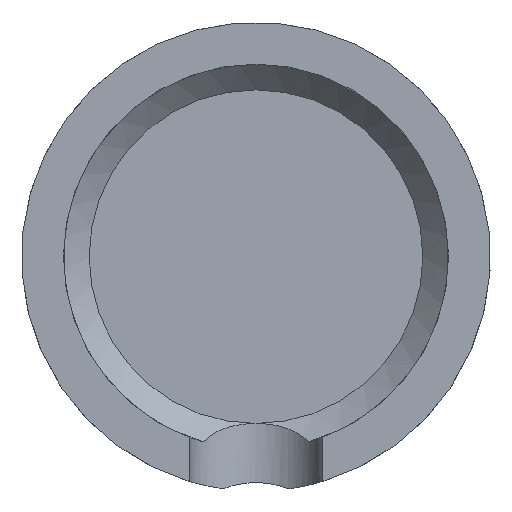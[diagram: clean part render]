
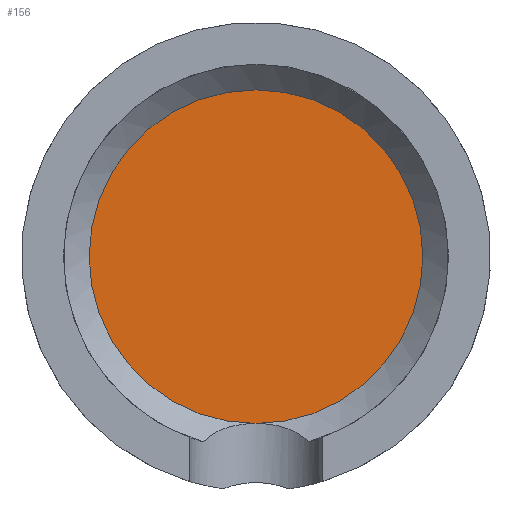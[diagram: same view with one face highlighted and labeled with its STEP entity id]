
A CAD part, front view. The second image highlights one B-rep face of the part: STEP entity #156.
In plain terms, the highlighted planar face has unit normal (0, -1, 0).
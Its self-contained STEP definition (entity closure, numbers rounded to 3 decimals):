
#14=CIRCLE($,#168,9.964);
#37=FACE_OUTER_BOUND($,#47,.T.);
#47=EDGE_LOOP($,(#131));
#79=VERTEX_POINT($,#278);
#98=EDGE_CURVE($,#79,#79,#14,.T.);
#131=ORIENTED_EDGE($,*,*,#98,.T.);
#148=PLANE($,#172);
#156=ADVANCED_FACE($,(#37),#148,.F.);
#168=AXIS2_PLACEMENT_3D($,#302,#198,#199);
#172=AXIS2_PLACEMENT_3D($,#306,#206,#207);
#198=DIRECTION('center_axis',(0.,-1.,0.));
#199=DIRECTION('ref_axis',(1.,0.,0.));
#206=DIRECTION('center_axis',(0.,1.,0.));
#207=DIRECTION('ref_axis',(0.,0.,1.));
#278=CARTESIAN_POINT('',(0.,6.5,-9.964));
#302=CARTESIAN_POINT('Origin',(0.,6.5,0.));
#306=CARTESIAN_POINT('Origin',(0.,6.5,0.));
